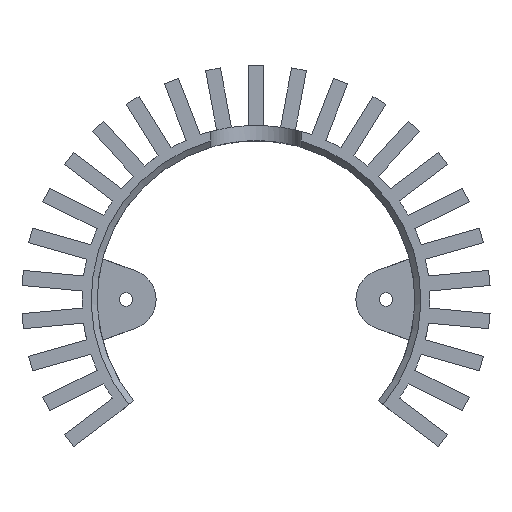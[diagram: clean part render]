
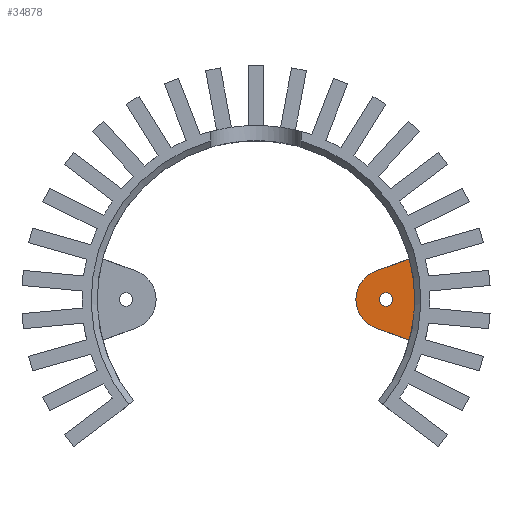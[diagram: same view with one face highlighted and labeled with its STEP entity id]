
A CAD part, left-side view. The second image highlights one B-rep face of the part: STEP entity #34878.
In plain terms, the highlighted planar face has unit normal (-1, 0, 0).
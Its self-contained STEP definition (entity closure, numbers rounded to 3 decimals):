
#1921=PLANE('',#37613);
#5941=LINE('',#57078,#9955);
#5942=LINE('',#57080,#9956);
#9955=VECTOR('',#47057,1000.);
#9956=VECTOR('',#47058,1000.);
#19547=ORIENTED_EDGE('',*,*,#24427,.T.);
#19548=ORIENTED_EDGE('',*,*,#24428,.T.);
#19549=ORIENTED_EDGE('',*,*,#21207,.T.);
#19550=ORIENTED_EDGE('',*,*,#24429,.T.);
#19551=ORIENTED_EDGE('',*,*,#24430,.T.);
#21207=EDGE_CURVE('',#26036,#26035,#28462,.T.);
#24427=EDGE_CURVE('',#27655,#27655,#28469,.T.);
#24428=EDGE_CURVE('',#27656,#26036,#5941,.T.);
#24429=EDGE_CURVE('',#26035,#27657,#5942,.T.);
#24430=EDGE_CURVE('',#27657,#27656,#28470,.T.);
#26035=VERTEX_POINT('',#50327);
#26036=VERTEX_POINT('',#50329);
#27655=VERTEX_POINT('',#57077);
#27656=VERTEX_POINT('',#57079);
#27657=VERTEX_POINT('',#57081);
#28462=CIRCLE('',#35704,52.5);
#28469=CIRCLE('',#37614,2.25);
#28470=CIRCLE('',#37615,10.);
#30693=EDGE_LOOP('',(#19547));
#30694=EDGE_LOOP('',(#19548,#19549,#19550,#19551));
#32935=FACE_BOUND('',#30693,.T.);
#32936=FACE_BOUND('',#30694,.T.);
#34878=ADVANCED_FACE('',(#32935,#32936),#1921,.T.);
#35704=AXIS2_PLACEMENT_3D('',#50328,#40024,#40025);
#37613=AXIS2_PLACEMENT_3D('',#57075,#47053,#47054);
#37614=AXIS2_PLACEMENT_3D('',#57076,#47055,#47056);
#37615=AXIS2_PLACEMENT_3D('',#57082,#47059,#47060);
#40024=DIRECTION('',(-1.,0.,0.));
#40025=DIRECTION('',(0.,1.,0.));
#47053=DIRECTION('',(-1.,0.,0.));
#47054=DIRECTION('',(0.,0.,1.));
#47055=DIRECTION('',(1.,0.,0.));
#47056=DIRECTION('',(0.,1.,0.));
#47057=DIRECTION('',(0.,-0.94,-0.342));
#47058=DIRECTION('',(0.,0.94,-0.342));
#47059=DIRECTION('',(-1.,0.,0.));
#47060=DIRECTION('',(0.,-1.,0.));
#50327=CARTESIAN_POINT('',(0.,-50.745,13.461));
#50328=CARTESIAN_POINT('',(0.,0.,0.));
#50329=CARTESIAN_POINT('',(0.,-50.745,-13.461));
#57075=CARTESIAN_POINT('',(0.,0.,0.));
#57076=CARTESIAN_POINT('',(0.,-43.,0.));
#57077=CARTESIAN_POINT('',(0.,-40.75,0.));
#57078=CARTESIAN_POINT('',(0.,-39.58,-9.397));
#57079=CARTESIAN_POINT('',(0.,-39.58,-9.397));
#57080=CARTESIAN_POINT('',(0.,-55.461,15.177));
#57081=CARTESIAN_POINT('',(0.,-39.58,9.397));
#57082=CARTESIAN_POINT('',(0.,-43.,0.));
